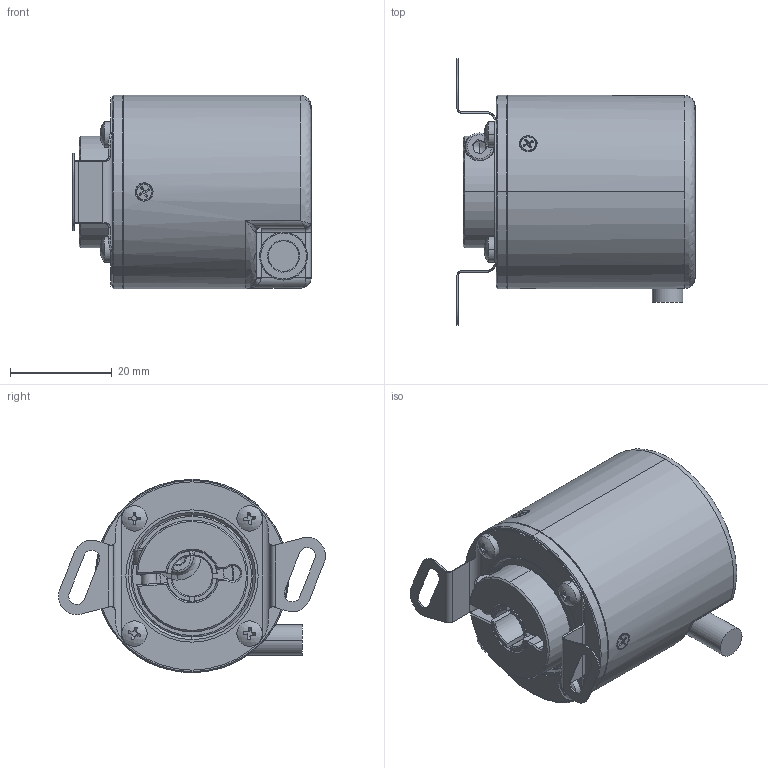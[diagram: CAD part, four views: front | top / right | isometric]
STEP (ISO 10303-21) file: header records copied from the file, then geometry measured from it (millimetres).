
FILE_DESCRIPTION (( 'STEP AP214' ), '1' );
FILE_NAME ('JCCM3801B8.STEP', '2026-03-17T06:46:41', ( '' ), ( '' ), 'SwSTEP 2.0', 'SolidWorks 2016', '' );
FILE_SCHEMA (( 'AUTOMOTIVE_DESIGN' ));
Length unit declared in the file: millimetre
Products named in the file (1): JCCM3801B8
Bounding box: 46.8 x 52.49 x 38 mm (x, y, z)
Surface area: 11639.2 mm2 (no closed solid volume)
Topology: 0 solids, 54 shells, 408 faces, 1325 edges, 955 vertices
Faces by surface type: cylinder 160, plane 136, torus 42, bspline 36, cone 30, sphere 4
Entity records: 23046 total; most frequent: CARTESIAN_POINT 11973, DIRECTION 2217, ORIENTED_EDGE 2125, EDGE_CURVE 1316, VERTEX_POINT 955, AXIS2_PLACEMENT_3D 852, VECTOR 513, LINE 513
